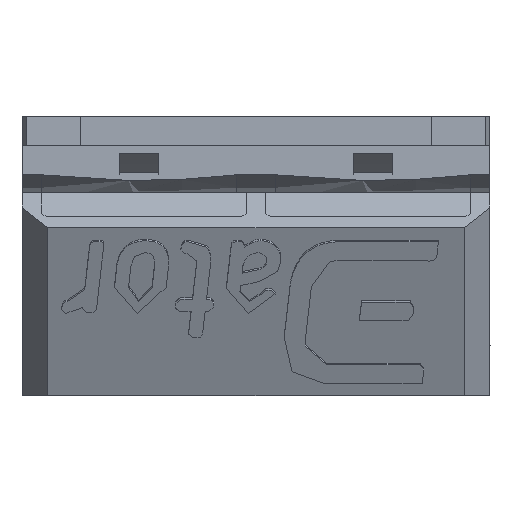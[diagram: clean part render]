
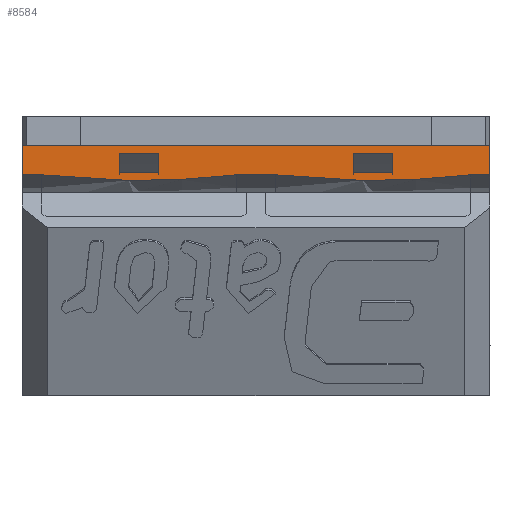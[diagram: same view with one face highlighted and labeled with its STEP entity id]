
A CAD part, front view. The second image highlights one B-rep face of the part: STEP entity #8584.
In plain terms, the highlighted planar face has unit normal (0, -1, 0).
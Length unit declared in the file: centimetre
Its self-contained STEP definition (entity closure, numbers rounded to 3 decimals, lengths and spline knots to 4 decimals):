
#529=FACE_BOUND('',#1066,.T.);
#530=FACE_BOUND('',#1067,.T.);
#607=FACE_OUTER_BOUND('',#1065,.T.);
#1065=EDGE_LOOP('',(#5761,#5762,#5763,#5764,#5765,#5766,#5767,#5768));
#1066=EDGE_LOOP('',(#5769,#5770,#5771,#5772));
#1067=EDGE_LOOP('',(#5773,#5774,#5775,#5776));
#1623=LINE('',#12230,#2525);
#1624=LINE('',#12247,#2526);
#1625=LINE('',#12250,#2527);
#1626=LINE('',#12254,#2528);
#1627=LINE('',#12256,#2529);
#1628=LINE('',#12257,#2530);
#1629=LINE('',#12260,#2531);
#1630=LINE('',#12262,#2532);
#1631=LINE('',#12264,#2533);
#1632=LINE('',#12265,#2534);
#1633=LINE('',#12268,#2535);
#1634=LINE('',#12270,#2536);
#1635=LINE('',#12272,#2537);
#1636=LINE('',#12273,#2538);
#2525=VECTOR('',#9826,1.);
#2526=VECTOR('',#9835,1.);
#2527=VECTOR('',#9838,1.);
#2528=VECTOR('',#9843,100.);
#2529=VECTOR('',#9844,100.);
#2530=VECTOR('',#9845,100.);
#2531=VECTOR('',#9846,100.);
#2532=VECTOR('',#9847,100.);
#2533=VECTOR('',#9848,100.);
#2534=VECTOR('',#9849,100.);
#2535=VECTOR('',#9850,100.);
#2536=VECTOR('',#9851,100.);
#2537=VECTOR('',#9852,100.);
#2538=VECTOR('',#9853,100.);
#3381=B_SPLINE_CURVE_WITH_KNOTS('',3,(#12216,#12217,#12218,#12219,#12220,
#12221,#12222,#12223,#12224,#12225),.UNSPECIFIED.,.F.,.F.,(4,2,2,2,4),(28.7722,
28.8191,29.7372,30.6553,30.7022),
 .UNSPECIFIED.);
#3382=B_SPLINE_CURVE_WITH_KNOTS('',3,(#12234,#12235,#12236,#12237,#12238,
#12239,#12240,#12241,#12242,#12243),.UNSPECIFIED.,.F.,.F.,(4,2,2,2,4),(28.7722,
28.8191,29.7372,30.6553,30.7022),
 .UNSPECIFIED.);
#3523=VERTEX_POINT('',#12213);
#3524=VERTEX_POINT('',#12215);
#3525=VERTEX_POINT('',#12228);
#3526=VERTEX_POINT('',#12232);
#3527=VERTEX_POINT('',#12245);
#3528=VERTEX_POINT('',#12249);
#3529=VERTEX_POINT('',#12253);
#3530=VERTEX_POINT('',#12255);
#3531=VERTEX_POINT('',#12258);
#3532=VERTEX_POINT('',#12259);
#3533=VERTEX_POINT('',#12261);
#3534=VERTEX_POINT('',#12263);
#3535=VERTEX_POINT('',#12266);
#3536=VERTEX_POINT('',#12267);
#3537=VERTEX_POINT('',#12269);
#3538=VERTEX_POINT('',#12271);
#4416=EDGE_CURVE('',#3524,#3523,#3381,.T.);
#4419=EDGE_CURVE('',#3523,#3525,#1623,.T.);
#4421=EDGE_CURVE('',#3525,#3526,#3382,.T.);
#4423=EDGE_CURVE('',#3526,#3527,#1624,.T.);
#4424=EDGE_CURVE('',#3528,#3524,#1625,.T.);
#4426=EDGE_CURVE('',#3529,#3527,#1626,.T.);
#4427=EDGE_CURVE('',#3529,#3530,#1627,.T.);
#4428=EDGE_CURVE('',#3530,#3528,#1628,.T.);
#4429=EDGE_CURVE('',#3531,#3532,#1629,.T.);
#4430=EDGE_CURVE('',#3533,#3531,#1630,.T.);
#4431=EDGE_CURVE('',#3534,#3533,#1631,.T.);
#4432=EDGE_CURVE('',#3532,#3534,#1632,.T.);
#4433=EDGE_CURVE('',#3535,#3536,#1633,.T.);
#4434=EDGE_CURVE('',#3537,#3535,#1634,.T.);
#4435=EDGE_CURVE('',#3538,#3537,#1635,.T.);
#4436=EDGE_CURVE('',#3536,#3538,#1636,.T.);
#5761=ORIENTED_EDGE('',*,*,#4419,.T.);
#5762=ORIENTED_EDGE('',*,*,#4421,.T.);
#5763=ORIENTED_EDGE('',*,*,#4423,.T.);
#5764=ORIENTED_EDGE('',*,*,#4426,.F.);
#5765=ORIENTED_EDGE('',*,*,#4427,.T.);
#5766=ORIENTED_EDGE('',*,*,#4428,.T.);
#5767=ORIENTED_EDGE('',*,*,#4424,.T.);
#5768=ORIENTED_EDGE('',*,*,#4416,.T.);
#5769=ORIENTED_EDGE('',*,*,#4429,.F.);
#5770=ORIENTED_EDGE('',*,*,#4430,.F.);
#5771=ORIENTED_EDGE('',*,*,#4431,.F.);
#5772=ORIENTED_EDGE('',*,*,#4432,.F.);
#5773=ORIENTED_EDGE('',*,*,#4433,.F.);
#5774=ORIENTED_EDGE('',*,*,#4434,.F.);
#5775=ORIENTED_EDGE('',*,*,#4435,.F.);
#5776=ORIENTED_EDGE('',*,*,#4436,.F.);
#8304=PLANE('',#9054);
#8584=ADVANCED_FACE('',(#607,#529,#530),#8304,.T.);
#9054=AXIS2_PLACEMENT_3D('',#12252,#9841,#9842);
#9826=DIRECTION('',(1.,0.,0.));
#9835=DIRECTION('',(1.,0.,0.));
#9838=DIRECTION('',(1.,0.,0.));
#9841=DIRECTION('center_axis',(0.,-1.,0.));
#9842=DIRECTION('ref_axis',(0.,0.,1.));
#9843=DIRECTION('',(0.,0.,-1.));
#9844=DIRECTION('',(-1.,0.,0.));
#9845=DIRECTION('',(0.,0.,-1.));
#9846=DIRECTION('',(1.,0.,0.));
#9847=DIRECTION('',(0.,0.,-1.));
#9848=DIRECTION('',(-1.,0.,0.));
#9849=DIRECTION('',(0.,0.,1.));
#9850=DIRECTION('',(1.,0.,0.));
#9851=DIRECTION('',(0.,0.,-1.));
#9852=DIRECTION('',(-1.,0.,0.));
#9853=DIRECTION('',(0.,0.,1.));
#12213=CARTESIAN_POINT('',(-0.8666,4.1564,4.7107));
#12215=CARTESIAN_POINT('',(-2.8666,4.1564,4.7107));
#12216=CARTESIAN_POINT('Ctrl Pts',(-2.8666,4.1564,4.7107));
#12217=CARTESIAN_POINT('Ctrl Pts',(-2.85,4.1564,4.7088));
#12218=CARTESIAN_POINT('Ctrl Pts',(-2.8334,4.1564,4.7069));
#12219=CARTESIAN_POINT('Ctrl Pts',(-2.4923,4.1564,4.6693));
#12220=CARTESIAN_POINT('Ctrl Pts',(-2.1727,4.1564,4.6523));
#12221=CARTESIAN_POINT('Ctrl Pts',(-1.5606,4.1564,4.6523));
#12222=CARTESIAN_POINT('Ctrl Pts',(-1.241,4.1564,4.6693));
#12223=CARTESIAN_POINT('Ctrl Pts',(-0.8999,4.1564,4.7069));
#12224=CARTESIAN_POINT('Ctrl Pts',(-0.8833,4.1564,4.7088));
#12225=CARTESIAN_POINT('Ctrl Pts',(-0.8666,4.1564,4.7107));
#12228=CARTESIAN_POINT('',(-0.4666,4.1564,4.7107));
#12230=CARTESIAN_POINT('',(1.7331,4.1564,4.7107));
#12232=CARTESIAN_POINT('',(1.5334,4.1564,4.7107));
#12234=CARTESIAN_POINT('Ctrl Pts',(-0.4666,4.1564,4.7107));
#12235=CARTESIAN_POINT('Ctrl Pts',(-0.45,4.1564,4.7088));
#12236=CARTESIAN_POINT('Ctrl Pts',(-0.4334,4.1564,4.7069));
#12237=CARTESIAN_POINT('Ctrl Pts',(-0.0923,4.1564,
4.6693));
#12238=CARTESIAN_POINT('Ctrl Pts',(0.2273,4.1564,4.6523));
#12239=CARTESIAN_POINT('Ctrl Pts',(0.8394,4.1564,4.6523));
#12240=CARTESIAN_POINT('Ctrl Pts',(1.159,4.1564,4.6693));
#12241=CARTESIAN_POINT('Ctrl Pts',(1.5001,4.1564,4.7069));
#12242=CARTESIAN_POINT('Ctrl Pts',(1.5167,4.1564,4.7088));
#12243=CARTESIAN_POINT('Ctrl Pts',(1.5334,4.1564,4.7107));
#12245=CARTESIAN_POINT('',(1.7331,4.1564,4.7107));
#12247=CARTESIAN_POINT('',(1.7331,4.1564,4.7107));
#12249=CARTESIAN_POINT('',(-3.0663,4.1564,4.7107));
#12250=CARTESIAN_POINT('',(1.7331,4.1564,4.7107));
#12252=CARTESIAN_POINT('Origin',(1.8334,4.1564,4.7851));
#12253=CARTESIAN_POINT('',(1.7331,4.1564,5.0114));
#12254=CARTESIAN_POINT('',(1.7331,4.1564,4.4015));
#12255=CARTESIAN_POINT('',(-3.0663,4.1564,5.0114));
#12256=CARTESIAN_POINT('',(0.5834,4.1564,5.0114));
#12257=CARTESIAN_POINT('',(-3.0663,4.1564,4.4015));
#12258=CARTESIAN_POINT('',(0.3334,4.1564,4.7318));
#12259=CARTESIAN_POINT('',(0.7334,4.1564,4.7318));
#12260=CARTESIAN_POINT('',(0.3334,4.1564,4.7318));
#12261=CARTESIAN_POINT('',(0.3334,4.1564,4.9318));
#12262=CARTESIAN_POINT('',(0.3334,4.1564,4.9318));
#12263=CARTESIAN_POINT('',(0.7334,4.1564,4.9318));
#12264=CARTESIAN_POINT('',(0.7334,4.1564,4.9318));
#12265=CARTESIAN_POINT('',(0.7334,4.1564,4.7318));
#12266=CARTESIAN_POINT('',(-2.0666,4.1564,4.7318));
#12267=CARTESIAN_POINT('',(-1.6666,4.1564,4.7318));
#12268=CARTESIAN_POINT('',(-2.0666,4.1564,4.7318));
#12269=CARTESIAN_POINT('',(-2.0666,4.1564,4.9318));
#12270=CARTESIAN_POINT('',(-2.0666,4.1564,4.9318));
#12271=CARTESIAN_POINT('',(-1.6666,4.1564,4.9318));
#12272=CARTESIAN_POINT('',(-1.6666,4.1564,4.9318));
#12273=CARTESIAN_POINT('',(-1.6666,4.1564,4.7318));
